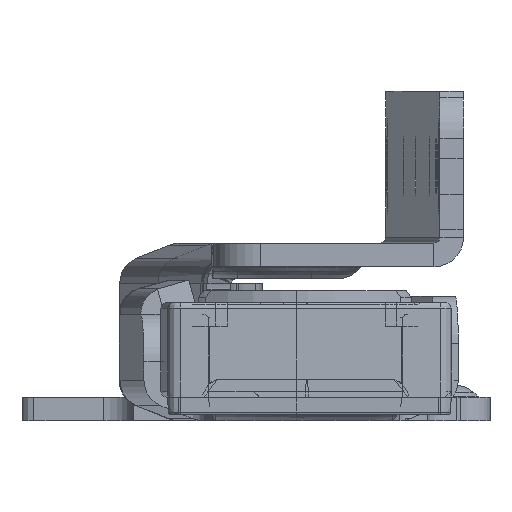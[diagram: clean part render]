
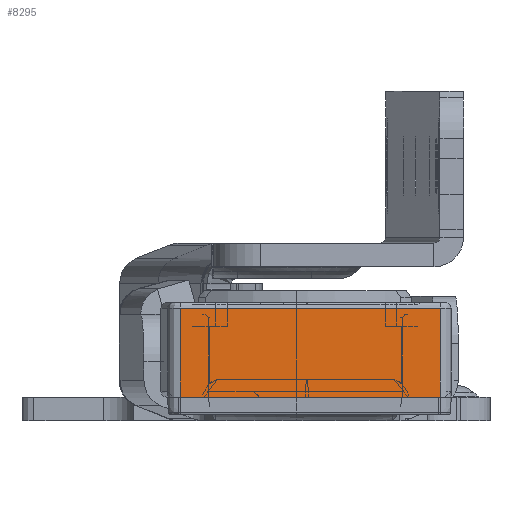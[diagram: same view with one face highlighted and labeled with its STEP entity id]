
A CAD part, left-side view. The second image highlights one B-rep face of the part: STEP entity #8295.
In plain terms, the highlighted face is planar.
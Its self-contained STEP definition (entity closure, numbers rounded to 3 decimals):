
#825 = VERTEX_POINT ( 'NONE', #6814 ) ;
#1149 = DIRECTION ( 'NONE',  ( 0., 1., 0. ) ) ;
#3474 = DIRECTION ( 'NONE',  ( 0., 0., -1. ) ) ;
#3875 = LINE ( 'NONE', #9514, #5251 ) ;
#3936 = VECTOR ( 'NONE', #1149, 1000. ) ;
#4026 = LINE ( 'NONE', #7698, #5482 ) ;
#4105 = DIRECTION ( 'NONE',  ( 0., 0., -1. ) ) ;
#4307 = CARTESIAN_POINT ( 'NONE',  ( 10., -11., 8. ) ) ;
#4470 = ORIENTED_EDGE ( 'NONE', *, *, #8124, .F. ) ;
#4808 = DIRECTION ( 'NONE',  ( 1., 0., 0. ) ) ;
#5251 = VECTOR ( 'NONE', #4105, 1000. ) ;
#5482 = VECTOR ( 'NONE', #8640, 1000. ) ;
#5523 = LINE ( 'NONE', #8015, #7701 ) ;
#5524 = CARTESIAN_POINT ( 'NONE',  ( 10., 11., 0.5 ) ) ;
#5675 = DIRECTION ( 'NONE',  ( 0., 0., -1. ) ) ;
#5677 = CARTESIAN_POINT ( 'NONE',  ( 10., -11., 0.5 ) ) ;
#5977 = FACE_OUTER_BOUND ( 'NONE', #14952, .T. ) ;
#6814 = CARTESIAN_POINT ( 'NONE',  ( 10., 11., 8. ) ) ;
#7369 = ORIENTED_EDGE ( 'NONE', *, *, #9115, .T. ) ;
#7499 = EDGE_CURVE ( 'NONE', #9268, #9345, #13189, .T. ) ;
#7698 = CARTESIAN_POINT ( 'NONE',  ( 10., 11., 8. ) ) ;
#7701 = VECTOR ( 'NONE', #5675, 1000. ) ;
#7714 = AXIS2_PLACEMENT_3D ( 'NONE', #9646, #4808, #3474 ) ;
#8015 = CARTESIAN_POINT ( 'NONE',  ( 10., 11., 8. ) ) ;
#8124 = EDGE_CURVE ( 'NONE', #825, #9345, #5523, .T. ) ;
#8295 = ADVANCED_FACE ( 'NONE', ( #5977 ), #10740, .T. ) ;
#8640 = DIRECTION ( 'NONE',  ( 0., -1., 0. ) ) ;
#9115 = EDGE_CURVE ( 'NONE', #15513, #9268, #3875, .T. ) ;
#9140 = ORIENTED_EDGE ( 'NONE', *, *, #7499, .T. ) ;
#9268 = VERTEX_POINT ( 'NONE', #5677 ) ;
#9345 = VERTEX_POINT ( 'NONE', #5524 ) ;
#9514 = CARTESIAN_POINT ( 'NONE',  ( 10., -11., 8. ) ) ;
#9608 = CARTESIAN_POINT ( 'NONE',  ( 10., 11., 0.5 ) ) ;
#9646 = CARTESIAN_POINT ( 'NONE',  ( 10., 11., 8. ) ) ;
#10740 = PLANE ( 'NONE',  #7714 ) ;
#12644 = ORIENTED_EDGE ( 'NONE', *, *, #14664, .T. ) ;
#13189 = LINE ( 'NONE', #9608, #3936 ) ;
#14664 = EDGE_CURVE ( 'NONE', #825, #15513, #4026, .T. ) ;
#14952 = EDGE_LOOP ( 'NONE', ( #7369, #9140, #4470, #12644 ) ) ;
#15513 = VERTEX_POINT ( 'NONE', #4307 ) ;
